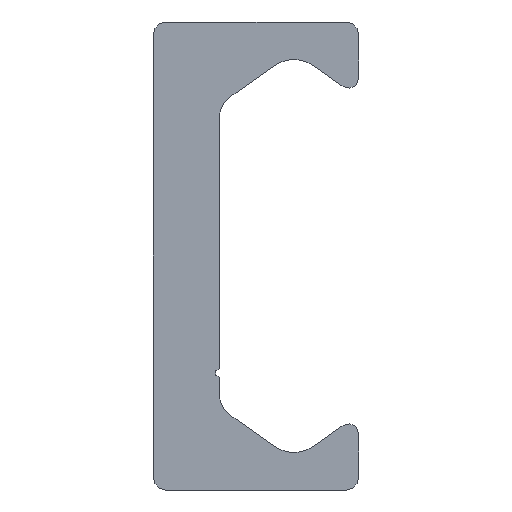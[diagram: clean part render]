
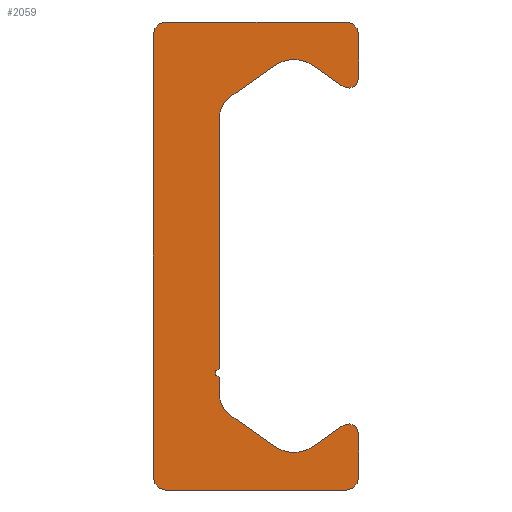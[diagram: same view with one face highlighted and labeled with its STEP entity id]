
A CAD part, left-side view. The second image highlights one B-rep face of the part: STEP entity #2059.
In plain terms, the highlighted planar face has unit normal (-1, 0, 0).
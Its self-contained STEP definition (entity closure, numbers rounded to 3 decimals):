
#1240=CARTESIAN_POINT('',(0.0,5.4,-14.));
#1241=VERTEX_POINT('',#1240);
#1248=CARTESIAN_POINT('',(0.0,6.15,-13.25));
#1249=VERTEX_POINT('',#1248);
#1250=CARTESIAN_POINT('',(0.0,5.4,-13.25));
#1251=DIRECTION('',(1.0,0.0,0.0));
#1252=DIRECTION('',(0.0,0.0,-1.0));
#1253=AXIS2_PLACEMENT_3D('',#1250,#1251,#1252);
#1254=CIRCLE('',#1253,0.75);
#1255=EDGE_CURVE('',#1241,#1249,#1254,.T.);
#1279=CARTESIAN_POINT('',(0.0,-5.4,-14.));
#1280=VERTEX_POINT('',#1279);
#1287=CARTESIAN_POINT('',(0.0,-5.4,-14.));
#1288=DIRECTION('',(0.0,1.0,0.0));
#1289=VECTOR('',#1288,10.8);
#1290=LINE('',#1287,#1289);
#1291=EDGE_CURVE('',#1280,#1241,#1290,.T.);
#1311=CARTESIAN_POINT('',(0.0,-6.15,-13.25));
#1312=VERTEX_POINT('',#1311);
#1319=CARTESIAN_POINT('',(0.0,-5.4,-13.25));
#1320=DIRECTION('',(1.0,0.0,0.0));
#1321=DIRECTION('',(0.0,-1.0,0.0));
#1322=AXIS2_PLACEMENT_3D('',#1319,#1320,#1321);
#1323=CIRCLE('',#1322,0.75);
#1324=EDGE_CURVE('',#1312,#1280,#1323,.T.);
#1343=CARTESIAN_POINT('',(0.0,-6.15,-10.63));
#1344=VERTEX_POINT('',#1343);
#1351=CARTESIAN_POINT('',(0.0,-6.15,-10.63));
#1352=DIRECTION('',(0.0,0.0,-1.0));
#1353=VECTOR('',#1352,2.62);
#1354=LINE('',#1351,#1353);
#1355=EDGE_CURVE('',#1344,#1312,#1354,.T.);
#1375=CARTESIAN_POINT('',(0.0,-5.206,-10.139));
#1376=VERTEX_POINT('',#1375);
#1383=CARTESIAN_POINT('',(0.0,-5.55,-10.63));
#1384=DIRECTION('',(1.0,0.0,0.0));
#1385=DIRECTION('',(0.0,0.574,0.819));
#1386=AXIS2_PLACEMENT_3D('',#1383,#1384,#1385);
#1387=CIRCLE('',#1386,0.6);
#1388=EDGE_CURVE('',#1376,#1344,#1387,.T.);
#1407=CARTESIAN_POINT('',(0.0,-3.417,-11.391));
#1408=VERTEX_POINT('',#1407);
#1415=CARTESIAN_POINT('',(0.0,-3.417,-11.391));
#1416=DIRECTION('',(0.0,-0.819,0.574));
#1417=VECTOR('',#1416,2.184);
#1418=LINE('',#1415,#1417);
#1419=EDGE_CURVE('',#1408,#1376,#1418,.T.);
#1439=CARTESIAN_POINT('',(0.0,-1.123,-11.391));
#1440=VERTEX_POINT('',#1439);
#1447=CARTESIAN_POINT('',(0.0,-2.27,-9.753));
#1448=DIRECTION('',(-1.0,0.0,0.0));
#1449=DIRECTION('',(0.0,0.574,0.819));
#1450=AXIS2_PLACEMENT_3D('',#1447,#1448,#1449);
#1451=CIRCLE('',#1450,2.0);
#1452=EDGE_CURVE('',#1440,#1408,#1451,.T.);
#1471=CARTESIAN_POINT('',(0.0,1.56,-9.512));
#1472=VERTEX_POINT('',#1471);
#1479=CARTESIAN_POINT('',(0.0,1.56,-9.512));
#1480=DIRECTION('',(0.0,-0.819,-0.574));
#1481=VECTOR('',#1480,3.276);
#1482=LINE('',#1479,#1481);
#1483=EDGE_CURVE('',#1472,#1440,#1482,.T.);
#1503=CARTESIAN_POINT('',(0.0,2.2,-8.283));
#1504=VERTEX_POINT('',#1503);
#1511=CARTESIAN_POINT('',(0.0,0.7,-8.283));
#1512=DIRECTION('',(-1.0,0.0,0.0));
#1513=DIRECTION('',(0.0,-0.574,0.819));
#1514=AXIS2_PLACEMENT_3D('',#1511,#1512,#1513);
#1515=CIRCLE('',#1514,1.5);
#1516=EDGE_CURVE('',#1504,#1472,#1515,.T.);
#1535=CARTESIAN_POINT('',(0.0,2.2,-7.25));
#1536=VERTEX_POINT('',#1535);
#1543=CARTESIAN_POINT('',(0.0,2.2,-7.25));
#1544=DIRECTION('',(0.0,0.0,-1.0));
#1545=VECTOR('',#1544,1.033);
#1546=LINE('',#1543,#1545);
#1547=EDGE_CURVE('',#1536,#1504,#1546,.T.);
#1567=CARTESIAN_POINT('',(0.0,2.2,-6.75));
#1568=VERTEX_POINT('',#1567);
#1575=CARTESIAN_POINT('',(0.0,2.2,-7.));
#1576=DIRECTION('',(-1.0,0.0,0.0));
#1577=DIRECTION('',(0.0,0.0,1.0));
#1578=AXIS2_PLACEMENT_3D('',#1575,#1576,#1577);
#1579=CIRCLE('',#1578,0.25);
#1580=EDGE_CURVE('',#1568,#1536,#1579,.T.);
#1599=CARTESIAN_POINT('',(0.0,2.2,8.283));
#1600=VERTEX_POINT('',#1599);
#1607=CARTESIAN_POINT('',(0.0,2.2,8.283));
#1608=DIRECTION('',(0.0,0.0,-1.0));
#1609=VECTOR('',#1608,15.033);
#1610=LINE('',#1607,#1609);
#1611=EDGE_CURVE('',#1600,#1568,#1610,.T.);
#1682=CARTESIAN_POINT('',(0.0,1.56,9.512));
#1683=VERTEX_POINT('',#1682);
#1690=CARTESIAN_POINT('',(0.0,0.7,8.283));
#1691=DIRECTION('',(-1.0,0.0,0.0));
#1692=DIRECTION('',(0.0,-1.0,0.0));
#1693=AXIS2_PLACEMENT_3D('',#1690,#1691,#1692);
#1694=CIRCLE('',#1693,1.5);
#1695=EDGE_CURVE('',#1683,#1600,#1694,.T.);
#1714=CARTESIAN_POINT('',(0.0,-1.123,11.391));
#1715=VERTEX_POINT('',#1714);
#1722=CARTESIAN_POINT('',(0.0,-1.123,11.391));
#1723=DIRECTION('',(0.0,0.819,-0.574));
#1724=VECTOR('',#1723,3.276);
#1725=LINE('',#1722,#1724);
#1726=EDGE_CURVE('',#1715,#1683,#1725,.T.);
#1746=CARTESIAN_POINT('',(0.0,-3.417,11.391));
#1747=VERTEX_POINT('',#1746);
#1754=CARTESIAN_POINT('',(0.0,-2.27,9.753));
#1755=DIRECTION('',(-1.0,0.0,0.0));
#1756=DIRECTION('',(0.0,-0.574,-0.819));
#1757=AXIS2_PLACEMENT_3D('',#1754,#1755,#1756);
#1758=CIRCLE('',#1757,2.0);
#1759=EDGE_CURVE('',#1747,#1715,#1758,.T.);
#1778=CARTESIAN_POINT('',(0.0,-5.206,10.139));
#1779=VERTEX_POINT('',#1778);
#1786=CARTESIAN_POINT('',(0.0,-5.206,10.139));
#1787=DIRECTION('',(0.0,0.819,0.574));
#1788=VECTOR('',#1787,2.184);
#1789=LINE('',#1786,#1788);
#1790=EDGE_CURVE('',#1779,#1747,#1789,.T.);
#1810=CARTESIAN_POINT('',(0.0,-6.15,10.63));
#1811=VERTEX_POINT('',#1810);
#1818=CARTESIAN_POINT('',(0.0,-5.55,10.63));
#1819=DIRECTION('',(1.0,0.0,0.0));
#1820=DIRECTION('',(0.0,-1.0,0.0));
#1821=AXIS2_PLACEMENT_3D('',#1818,#1819,#1820);
#1822=CIRCLE('',#1821,0.6);
#1823=EDGE_CURVE('',#1811,#1779,#1822,.T.);
#1842=CARTESIAN_POINT('',(0.0,-6.15,13.25));
#1843=VERTEX_POINT('',#1842);
#1850=CARTESIAN_POINT('',(0.0,-6.15,13.25));
#1851=DIRECTION('',(0.0,0.0,-1.0));
#1852=VECTOR('',#1851,2.62);
#1853=LINE('',#1850,#1852);
#1854=EDGE_CURVE('',#1843,#1811,#1853,.T.);
#1874=CARTESIAN_POINT('',(0.0,-5.4,14.));
#1875=VERTEX_POINT('',#1874);
#1882=CARTESIAN_POINT('',(0.0,-5.4,13.25));
#1883=DIRECTION('',(1.0,0.0,0.0));
#1884=DIRECTION('',(0.0,0.0,1.0));
#1885=AXIS2_PLACEMENT_3D('',#1882,#1883,#1884);
#1886=CIRCLE('',#1885,0.75);
#1887=EDGE_CURVE('',#1875,#1843,#1886,.T.);
#1906=CARTESIAN_POINT('',(0.0,5.4,14.));
#1907=VERTEX_POINT('',#1906);
#1914=CARTESIAN_POINT('',(0.0,5.4,14.));
#1915=DIRECTION('',(0.0,-1.0,0.0));
#1916=VECTOR('',#1915,10.8);
#1917=LINE('',#1914,#1916);
#1918=EDGE_CURVE('',#1907,#1875,#1917,.T.);
#1938=CARTESIAN_POINT('',(0.0,6.15,13.25));
#1939=VERTEX_POINT('',#1938);
#1946=CARTESIAN_POINT('',(0.0,5.4,13.25));
#1947=DIRECTION('',(1.0,0.0,0.0));
#1948=DIRECTION('',(0.0,1.0,0.0));
#1949=AXIS2_PLACEMENT_3D('',#1946,#1947,#1948);
#1950=CIRCLE('',#1949,0.75);
#1951=EDGE_CURVE('',#1939,#1907,#1950,.T.);
#1969=CARTESIAN_POINT('',(0.0,6.15,-13.25));
#1970=DIRECTION('',(0.0,0.0,1.0));
#1971=VECTOR('',#1970,26.5);
#1972=LINE('',#1969,#1971);
#1973=EDGE_CURVE('',#1249,#1939,#1972,.T.);
#2030=CARTESIAN_POINT('',(0.0,1.352,-0.021));
#2031=DIRECTION('',(1.0,0.0,0.0));
#2032=DIRECTION('',(0.0,0.0,-1.0));
#2033=AXIS2_PLACEMENT_3D('',#2030,#2031,#2032);
#2034=PLANE('',#2033);
#2035=ORIENTED_EDGE('',*,*,#1973,.F.);
#2036=ORIENTED_EDGE('',*,*,#1255,.F.);
#2037=ORIENTED_EDGE('',*,*,#1291,.F.);
#2038=ORIENTED_EDGE('',*,*,#1324,.F.);
#2039=ORIENTED_EDGE('',*,*,#1355,.F.);
#2040=ORIENTED_EDGE('',*,*,#1388,.F.);
#2041=ORIENTED_EDGE('',*,*,#1419,.F.);
#2042=ORIENTED_EDGE('',*,*,#1452,.F.);
#2043=ORIENTED_EDGE('',*,*,#1483,.F.);
#2044=ORIENTED_EDGE('',*,*,#1516,.F.);
#2045=ORIENTED_EDGE('',*,*,#1547,.F.);
#2046=ORIENTED_EDGE('',*,*,#1580,.F.);
#2047=ORIENTED_EDGE('',*,*,#1611,.F.);
#2048=ORIENTED_EDGE('',*,*,#1695,.F.);
#2049=ORIENTED_EDGE('',*,*,#1726,.F.);
#2050=ORIENTED_EDGE('',*,*,#1759,.F.);
#2051=ORIENTED_EDGE('',*,*,#1790,.F.);
#2052=ORIENTED_EDGE('',*,*,#1823,.F.);
#2053=ORIENTED_EDGE('',*,*,#1854,.F.);
#2054=ORIENTED_EDGE('',*,*,#1887,.F.);
#2055=ORIENTED_EDGE('',*,*,#1918,.F.);
#2056=ORIENTED_EDGE('',*,*,#1951,.F.);
#2057=EDGE_LOOP('',(#2035,#2036,#2037,#2038,#2039,#2040,#2041,#2042,#2043,#2044,#2045,#2046,#2047,#2048,#2049,#2050,#2051,#2052,#2053,#2054,#2055,#2056));
#2058=FACE_OUTER_BOUND('',#2057,.T.);
#2059=ADVANCED_FACE('',(#2058),#2034,.F.);
